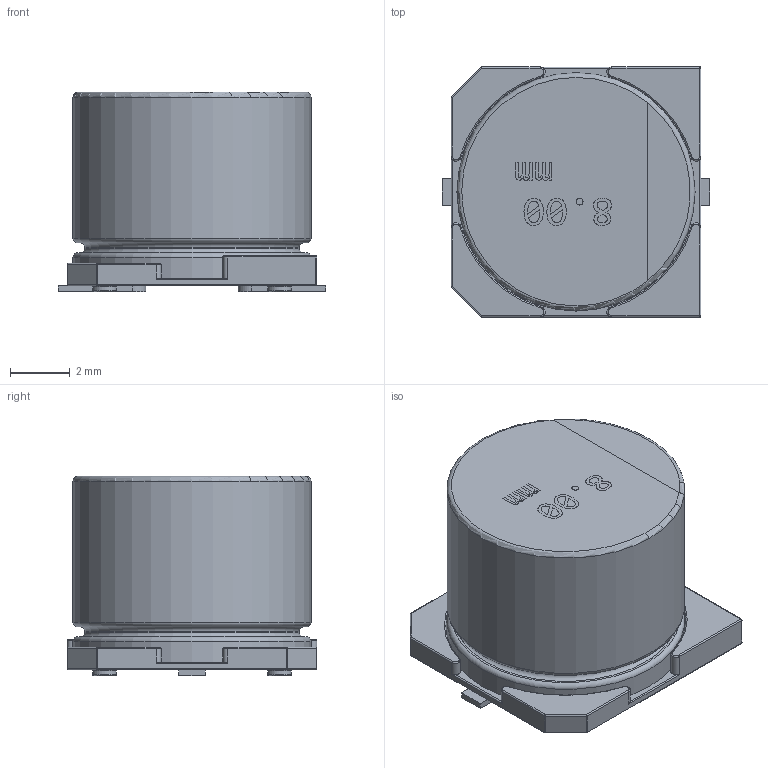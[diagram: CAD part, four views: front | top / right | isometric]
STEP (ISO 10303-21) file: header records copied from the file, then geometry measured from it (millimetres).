
FILE_DESCRIPTION(/* description */ (''),/* implementation_level */ '2;1');
FILE_NAME(/* name */ 'CAP SMT ALPOLY D8.00 H6.70 S8.40.step',/* time_stamp */ '2020-11-17T22:42:56+02:00',/* author */ (''),/* organization */ (''),/* preprocessor_version */ 'ST-DEVELOPER v18.1',/* originating_system */ 'Autodesk Translation Framework v9.3.0.1241',/* authorisation */ '');
FILE_SCHEMA (('AUTOMOTIVE_DESIGN { 1 0 10303 214 3 1 1 }'));
Length unit declared in the file: millimetre
Products named in the file (1): Model - SMT CAP POLY
Bounding box: 9 x 8.4 x 6.7 mm (x, y, z)
Volume: 340.1 mm3; surface area: 345.5 mm2
Topology: 1 solids, 1 shells, 126 faces, 472 edges, 367 vertices
Faces by surface type: cylinder 47, plane 42, torus 25, sphere 12
Full cylindrical faces by diameter (mm): 0.8 x4, 7.2 x1, 8 x2
Entity records: 5741 total; most frequent: CARTESIAN_POINT 1782, ORIENTED_EDGE 944, DIRECTION 664, EDGE_CURVE 472, VERTEX_POINT 367, AXIS2_PLACEMENT_3D 267, B_SPLINE_CURVE_WITH_KNOTS 202, EDGE_LOOP 145
